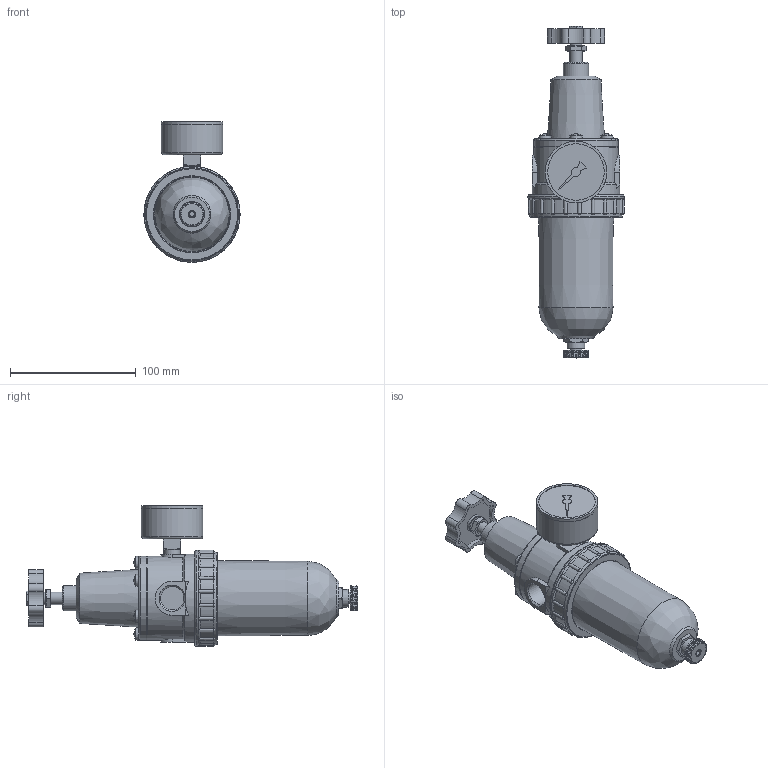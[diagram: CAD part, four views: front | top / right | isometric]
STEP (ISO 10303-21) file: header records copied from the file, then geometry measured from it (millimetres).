
FILE_DESCRIPTION( ( 'STEP AP203' ), '1' );
FILE_NAME( '9_1923_00_155_0V_2_03.stp', ' ', ( ' ' ), ( ' ' ), 'PSStep 15.0.47', 'PARTsolutions', ' ' );
FILE_SCHEMA( ( 'CONFIG_CONTROL_DESIGN' ) );
Length unit declared in the file: millimetre
Products named in the file (4): 9.1923.00.155.0V; _678.020 K-HA(G 1/2)-1; _678.020 K-HA-2; _678.020 K-HA0(HA)-3
Assembly tree (3 placements, depth 2):
  9.1923.00.155.0V
    _678.020 K-HA(G 1/2)-1
    _678.020 K-HA-2
    _678.020 K-HA0(HA)-3
Bounding box: 76.6 x 264.4 x 112.1 mm (x, y, z)
Volume: 628562.8 mm3; surface area: 70713.9 mm2
Topology: 3 solids, 3 shells, 479 faces, 1326 edges, 862 vertices
Faces by surface type: plane 216, cylinder 161, cone 55, sphere 27, torus 19, bspline 1
Full cylindrical faces by diameter (mm): 4 x1, 9.728 x1, 10 x2, 11.445 x2, 13.157 x1, 13.9 x1, 14 x1, 18.631 x2, 20 x2, 45 x1, 48.96 x1, 49 x2, 67 x2, 70 x1, 76.6 x1
Entity records: 15925 total; most frequent: CARTESIAN_POINT 4467, ORIENTED_EDGE 2346, DIRECTION 2297, EDGE_CURVE 1173, AXIS2_PLACEMENT_3D 919, VERTEX_POINT 813, EDGE_LOOP 571, FACE_OUTER_BOUND 514
